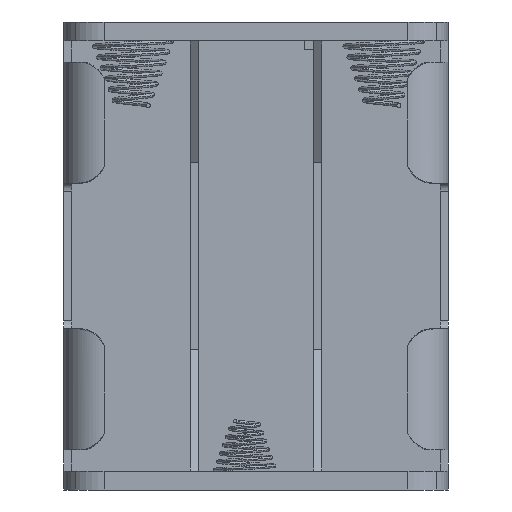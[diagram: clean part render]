
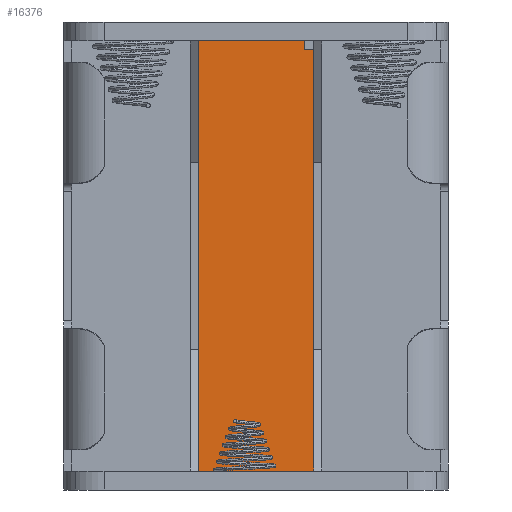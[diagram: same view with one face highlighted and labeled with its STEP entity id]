
A CAD part, front view. The second image highlights one B-rep face of the part: STEP entity #16376.
In plain terms, the highlighted planar face has unit normal (0, -1, 0).
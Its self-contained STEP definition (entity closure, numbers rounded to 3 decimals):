
#161 = LINE ( 'NONE', #16315, #6789 ) ;
#425 = EDGE_CURVE ( 'NONE', #15829, #19628, #1230, .T. ) ;
#710 = CARTESIAN_POINT ( 'NONE',  ( -80.062, 16.175, 26.4 ) ) ;
#1230 = LINE ( 'NONE', #10920, #20497 ) ;
#1311 = EDGE_CURVE ( 'NONE', #12526, #19628, #5682, .T. ) ;
#1333 = DIRECTION ( 'NONE',  ( 1., 0., 0. ) ) ;
#1628 = CARTESIAN_POINT ( 'NONE',  ( -93.238, 16.175, -25.8 ) ) ;
#2323 = EDGE_CURVE ( 'NONE', #12526, #12712, #5947, .T. ) ;
#2978 = EDGE_CURVE ( 'NONE', #18586, #12323, #7970, .T. ) ;
#3262 = CARTESIAN_POINT ( 'NONE',  ( -93.238, 16.175, -25.8 ) ) ;
#3318 = PLANE ( 'NONE',  #13646 ) ;
#3423 = DIRECTION ( 'NONE',  ( 1., 0., 0. ) ) ;
#3564 = DIRECTION ( 'NONE',  ( 0., 0., 1. ) ) ;
#4386 = DIRECTION ( 'NONE',  ( 1., 0., 0. ) ) ;
#4399 = ORIENTED_EDGE ( 'NONE', *, *, #2323, .F. ) ;
#4881 = FACE_OUTER_BOUND ( 'NONE', #6510, .T. ) ;
#5019 = LINE ( 'NONE', #11441, #16717 ) ;
#5098 = DIRECTION ( 'NONE',  ( 0., -1., 0. ) ) ;
#5412 = EDGE_CURVE ( 'NONE', #18586, #15829, #161, .T. ) ;
#5682 = LINE ( 'NONE', #17287, #6701 ) ;
#5735 = ORIENTED_EDGE ( 'NONE', *, *, #425, .F. ) ;
#5947 = LINE ( 'NONE', #15948, #19559 ) ;
#6510 = EDGE_LOOP ( 'NONE', ( #14836, #5735, #16604, #19774, #10512, #4399 ) ) ;
#6701 = VECTOR ( 'NONE', #10521, 1000. ) ;
#6789 = VECTOR ( 'NONE', #3564, 1000. ) ;
#7970 = LINE ( 'NONE', #3262, #17874 ) ;
#8080 = CARTESIAN_POINT ( 'NONE',  ( -93.238, 16.175, 27.4 ) ) ;
#9560 = DIRECTION ( 'NONE',  ( 1., 0., 0. ) ) ;
#9849 = DIRECTION ( 'NONE',  ( 0., 0., -1. ) ) ;
#10512 = ORIENTED_EDGE ( 'NONE', *, *, #14305, .F. ) ;
#10521 = DIRECTION ( 'NONE',  ( 0., 0., 1. ) ) ;
#10920 = CARTESIAN_POINT ( 'NONE',  ( -93.238, 16.175, 27.4 ) ) ;
#11441 = CARTESIAN_POINT ( 'NONE',  ( -78.962, 16.175, 26.4 ) ) ;
#12323 = VERTEX_POINT ( 'NONE', #12843 ) ;
#12526 = VERTEX_POINT ( 'NONE', #710 ) ;
#12712 = VERTEX_POINT ( 'NONE', #18316 ) ;
#12843 = CARTESIAN_POINT ( 'NONE',  ( -78.962, 16.175, -25.8 ) ) ;
#12910 = CARTESIAN_POINT ( 'NONE',  ( -80.062, 16.175, 27.4 ) ) ;
#13646 = AXIS2_PLACEMENT_3D ( 'NONE', #17853, #5098, #3423 ) ;
#14305 = EDGE_CURVE ( 'NONE', #12712, #12323, #5019, .T. ) ;
#14836 = ORIENTED_EDGE ( 'NONE', *, *, #1311, .T. ) ;
#15829 = VERTEX_POINT ( 'NONE', #8080 ) ;
#15948 = CARTESIAN_POINT ( 'NONE',  ( -80.062, 16.175, 26.4 ) ) ;
#16315 = CARTESIAN_POINT ( 'NONE',  ( -93.238, 16.175, -25.8 ) ) ;
#16376 = ADVANCED_FACE ( 'NONE', ( #4881 ), #3318, .T. ) ;
#16604 = ORIENTED_EDGE ( 'NONE', *, *, #5412, .F. ) ;
#16717 = VECTOR ( 'NONE', #9849, 1000. ) ;
#17287 = CARTESIAN_POINT ( 'NONE',  ( -80.062, 16.175, 26.4 ) ) ;
#17853 = CARTESIAN_POINT ( 'NONE',  ( -86.1, 16.175, 0.8 ) ) ;
#17874 = VECTOR ( 'NONE', #9560, 1000. ) ;
#18316 = CARTESIAN_POINT ( 'NONE',  ( -78.962, 16.175, 26.4 ) ) ;
#18586 = VERTEX_POINT ( 'NONE', #1628 ) ;
#19559 = VECTOR ( 'NONE', #4386, 1000. ) ;
#19628 = VERTEX_POINT ( 'NONE', #12910 ) ;
#19774 = ORIENTED_EDGE ( 'NONE', *, *, #2978, .T. ) ;
#20497 = VECTOR ( 'NONE', #1333, 1000. ) ;
